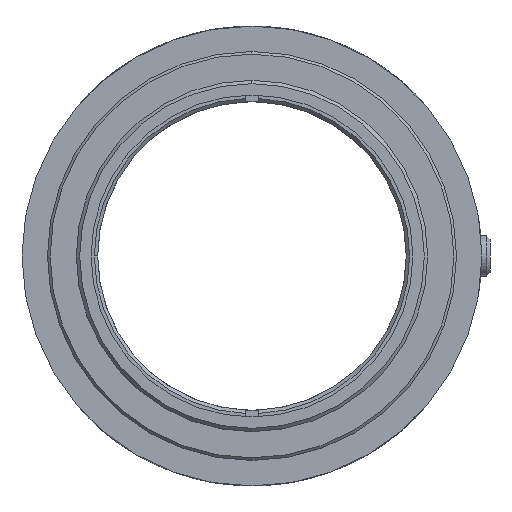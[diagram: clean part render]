
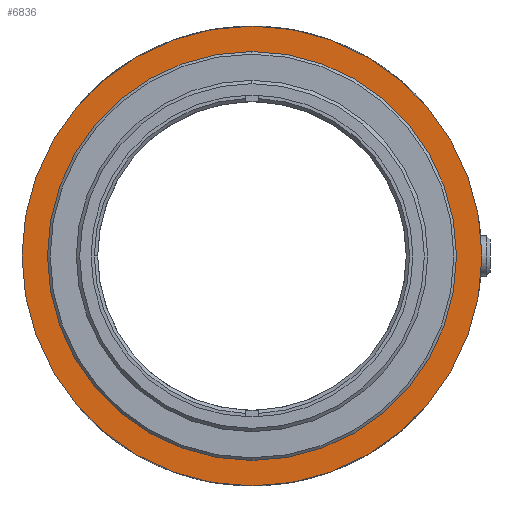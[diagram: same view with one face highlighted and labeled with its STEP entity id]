
A CAD part, left-side view. The second image highlights one B-rep face of the part: STEP entity #6836.
In plain terms, the highlighted planar face has unit normal (-1, 0, 0).
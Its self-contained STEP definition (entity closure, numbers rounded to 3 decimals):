
#164 = VERTEX_POINT ( 'NONE', #7906 ) ;
#208 = ORIENTED_EDGE ( 'NONE', *, *, #836, .F. ) ;
#239 = CARTESIAN_POINT ( 'NONE',  ( -93.717, -15.25, 0. ) ) ;
#391 = DIRECTION ( 'NONE',  ( 1., 0., 0. ) ) ;
#664 = AXIS2_PLACEMENT_3D ( 'NONE', #2017, #8456, #8427 ) ;
#806 = VERTEX_POINT ( 'NONE', #239 ) ;
#836 = EDGE_CURVE ( 'NONE', #2989, #1601, #4880, .T. ) ;
#973 = DIRECTION ( 'NONE',  ( 0., -1., 0. ) ) ;
#1039 = ORIENTED_EDGE ( 'NONE', *, *, #1473, .F. ) ;
#1473 = EDGE_CURVE ( 'NONE', #1601, #2989, #3481, .T. ) ;
#1601 = VERTEX_POINT ( 'NONE', #4624 ) ;
#1774 = AXIS2_PLACEMENT_3D ( 'NONE', #4627, #391, #1812 ) ;
#1812 = DIRECTION ( 'NONE',  ( 0., -1., 0. ) ) ;
#1847 = EDGE_CURVE ( 'NONE', #806, #164, #9063, .T. ) ;
#1997 = CARTESIAN_POINT ( 'NONE',  ( -93.717, 0., 0. ) ) ;
#2017 = CARTESIAN_POINT ( 'NONE',  ( -93.717, 0., 0. ) ) ;
#2090 = DIRECTION ( 'NONE',  ( 0., -1., 0. ) ) ;
#2298 = PLANE ( 'NONE',  #8419 ) ;
#2546 = EDGE_CURVE ( 'NONE', #164, #806, #4664, .T. ) ;
#2685 = EDGE_LOOP ( 'NONE', ( #208, #1039 ) ) ;
#2989 = VERTEX_POINT ( 'NONE', #3887 ) ;
#3481 = CIRCLE ( 'NONE', #3841, 17.15 ) ;
#3663 = ORIENTED_EDGE ( 'NONE', *, *, #2546, .T. ) ;
#3841 = AXIS2_PLACEMENT_3D ( 'NONE', #5273, #8099, #973 ) ;
#3887 = CARTESIAN_POINT ( 'NONE',  ( -93.717, 17.15, 0. ) ) ;
#4610 = FACE_BOUND ( 'NONE', #4841, .T. ) ;
#4624 = CARTESIAN_POINT ( 'NONE',  ( -93.717, -17.15, 0. ) ) ;
#4627 = CARTESIAN_POINT ( 'NONE',  ( -93.717, 0., 0. ) ) ;
#4664 = CIRCLE ( 'NONE', #8585, 15.25 ) ;
#4841 = EDGE_LOOP ( 'NONE', ( #3663, #6650 ) ) ;
#4880 = CIRCLE ( 'NONE', #1774, 17.15 ) ;
#5176 = CARTESIAN_POINT ( 'NONE',  ( -93.717, 0., 0. ) ) ;
#5273 = CARTESIAN_POINT ( 'NONE',  ( -93.717, 0., 0. ) ) ;
#6488 = FACE_OUTER_BOUND ( 'NONE', #2685, .T. ) ;
#6650 = ORIENTED_EDGE ( 'NONE', *, *, #1847, .T. ) ;
#6836 = ADVANCED_FACE ( 'NONE', ( #6488, #4610 ), #2298, .F. ) ;
#7292 = DIRECTION ( 'NONE',  ( 0., -1., 0. ) ) ;
#7906 = CARTESIAN_POINT ( 'NONE',  ( -93.717, 15.25, 0. ) ) ;
#8099 = DIRECTION ( 'NONE',  ( 1., 0., 0. ) ) ;
#8419 = AXIS2_PLACEMENT_3D ( 'NONE', #5176, #8792, #7292 ) ;
#8427 = DIRECTION ( 'NONE',  ( 0., -1., 0. ) ) ;
#8456 = DIRECTION ( 'NONE',  ( 1., 0., 0. ) ) ;
#8585 = AXIS2_PLACEMENT_3D ( 'NONE', #1997, #9257, #2090 ) ;
#8792 = DIRECTION ( 'NONE',  ( 1., 0., 0. ) ) ;
#9063 = CIRCLE ( 'NONE', #664, 15.25 ) ;
#9257 = DIRECTION ( 'NONE',  ( 1., 0., 0. ) ) ;
